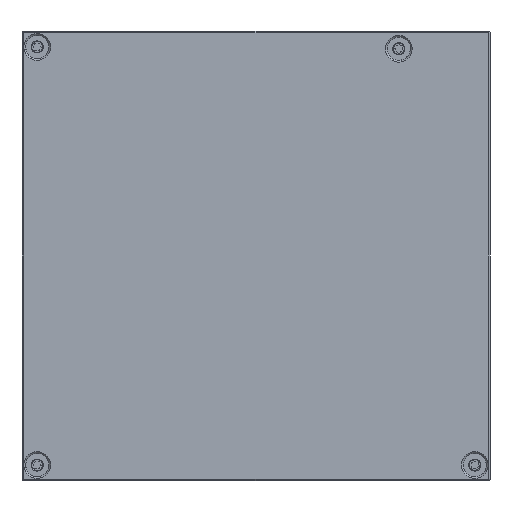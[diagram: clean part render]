
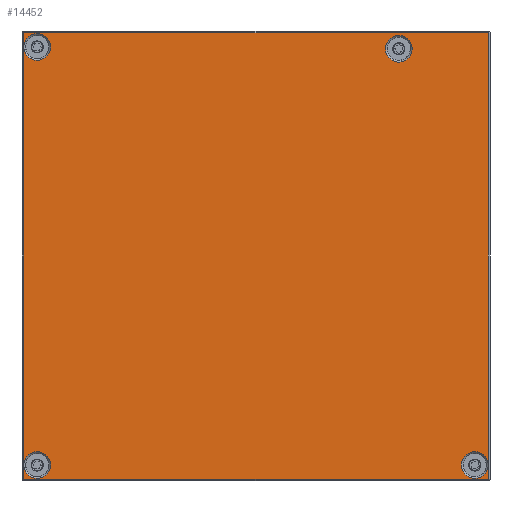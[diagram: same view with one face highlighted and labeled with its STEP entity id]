
A CAD part, front view. The second image highlights one B-rep face of the part: STEP entity #14452.
In plain terms, the highlighted planar face has unit normal (0, -1, 0).
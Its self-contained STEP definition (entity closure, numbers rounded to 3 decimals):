
#395=FACE_BOUND('',#3147,.T.);
#396=FACE_BOUND('',#3148,.T.);
#397=FACE_BOUND('',#3149,.T.);
#398=FACE_BOUND('',#3150,.T.);
#1286=CIRCLE('',#15888,2.2);
#1287=CIRCLE('',#15889,2.2);
#1288=CIRCLE('',#15890,2.2);
#1289=CIRCLE('',#15891,2.2);
#2103=FACE_OUTER_BOUND('',#3146,.T.);
#3146=EDGE_LOOP('',(#11586,#11587,#11588,#11589));
#3147=EDGE_LOOP('',(#11590));
#3148=EDGE_LOOP('',(#11591));
#3149=EDGE_LOOP('',(#11592));
#3150=EDGE_LOOP('',(#11593));
#4300=LINE('',#24025,#5370);
#4301=LINE('',#24027,#5371);
#4302=LINE('',#24029,#5372);
#4303=LINE('',#24030,#5373);
#5370=VECTOR('',#19577,10.);
#5371=VECTOR('',#19578,10.);
#5372=VECTOR('',#19579,10.);
#5373=VECTOR('',#19580,10.);
#6599=VERTEX_POINT('',#24023);
#6600=VERTEX_POINT('',#24024);
#6601=VERTEX_POINT('',#24026);
#6602=VERTEX_POINT('',#24028);
#6603=VERTEX_POINT('',#24031);
#6604=VERTEX_POINT('',#24033);
#6605=VERTEX_POINT('',#24035);
#6606=VERTEX_POINT('',#24037);
#8323=EDGE_CURVE('',#6599,#6600,#4300,.T.);
#8324=EDGE_CURVE('',#6601,#6599,#4301,.T.);
#8325=EDGE_CURVE('',#6602,#6601,#4302,.T.);
#8326=EDGE_CURVE('',#6600,#6602,#4303,.T.);
#8327=EDGE_CURVE('',#6603,#6603,#1286,.T.);
#8328=EDGE_CURVE('',#6604,#6604,#1287,.T.);
#8329=EDGE_CURVE('',#6605,#6605,#1288,.T.);
#8330=EDGE_CURVE('',#6606,#6606,#1289,.T.);
#11586=ORIENTED_EDGE('',*,*,#8323,.F.);
#11587=ORIENTED_EDGE('',*,*,#8324,.F.);
#11588=ORIENTED_EDGE('',*,*,#8325,.F.);
#11589=ORIENTED_EDGE('',*,*,#8326,.F.);
#11590=ORIENTED_EDGE('',*,*,#8327,.T.);
#11591=ORIENTED_EDGE('',*,*,#8328,.T.);
#11592=ORIENTED_EDGE('',*,*,#8329,.T.);
#11593=ORIENTED_EDGE('',*,*,#8330,.T.);
#12828=PLANE('',#15887);
#14452=ADVANCED_FACE('',(#2103,#395,#396,#397,#398),#12828,.F.);
#15887=AXIS2_PLACEMENT_3D('',#24022,#19575,#19576);
#15888=AXIS2_PLACEMENT_3D('',#24032,#19581,#19582);
#15889=AXIS2_PLACEMENT_3D('',#24034,#19583,#19584);
#15890=AXIS2_PLACEMENT_3D('',#24036,#19585,#19586);
#15891=AXIS2_PLACEMENT_3D('',#24038,#19587,#19588);
#19575=DIRECTION('center_axis',(0.,1.,0.));
#19576=DIRECTION('ref_axis',(0.,0.,1.));
#19577=DIRECTION('',(-1.,0.,0.));
#19578=DIRECTION('',(0.,0.,-1.));
#19579=DIRECTION('',(1.,0.,0.));
#19580=DIRECTION('',(0.,0.,1.));
#19581=DIRECTION('center_axis',(0.,1.,0.));
#19582=DIRECTION('ref_axis',(1.,0.,0.));
#19583=DIRECTION('center_axis',(0.,1.,0.));
#19584=DIRECTION('ref_axis',(1.,0.,0.));
#19585=DIRECTION('center_axis',(0.,1.,0.));
#19586=DIRECTION('ref_axis',(1.,0.,0.));
#19587=DIRECTION('center_axis',(0.,1.,0.));
#19588=DIRECTION('ref_axis',(1.,0.,0.));
#24022=CARTESIAN_POINT('Origin',(-1.5,-37.,0.));
#24023=CARTESIAN_POINT('',(36.75,-37.,-36.75));
#24024=CARTESIAN_POINT('',(-39.75,-37.,-36.75));
#24025=CARTESIAN_POINT('',(-20.75,-37.,-36.75));
#24026=CARTESIAN_POINT('',(36.75,-37.,36.75));
#24027=CARTESIAN_POINT('',(36.75,-37.,-18.5));
#24028=CARTESIAN_POINT('',(-39.75,-37.,36.75));
#24029=CARTESIAN_POINT('',(17.75,-37.,36.75));
#24030=CARTESIAN_POINT('',(-39.75,-37.,18.5));
#24031=CARTESIAN_POINT('',(36.7,-37.,-34.4));
#24032=CARTESIAN_POINT('Origin',(34.5,-37.,-34.4));
#24033=CARTESIAN_POINT('',(-35.3,-37.,-34.4));
#24034=CARTESIAN_POINT('Origin',(-37.5,-37.,-34.4));
#24035=CARTESIAN_POINT('',(24.2,-37.,34.1));
#24036=CARTESIAN_POINT('Origin',(22.,-37.,34.1));
#24037=CARTESIAN_POINT('',(-35.3,-37.,34.4));
#24038=CARTESIAN_POINT('Origin',(-37.5,-37.,34.4));
